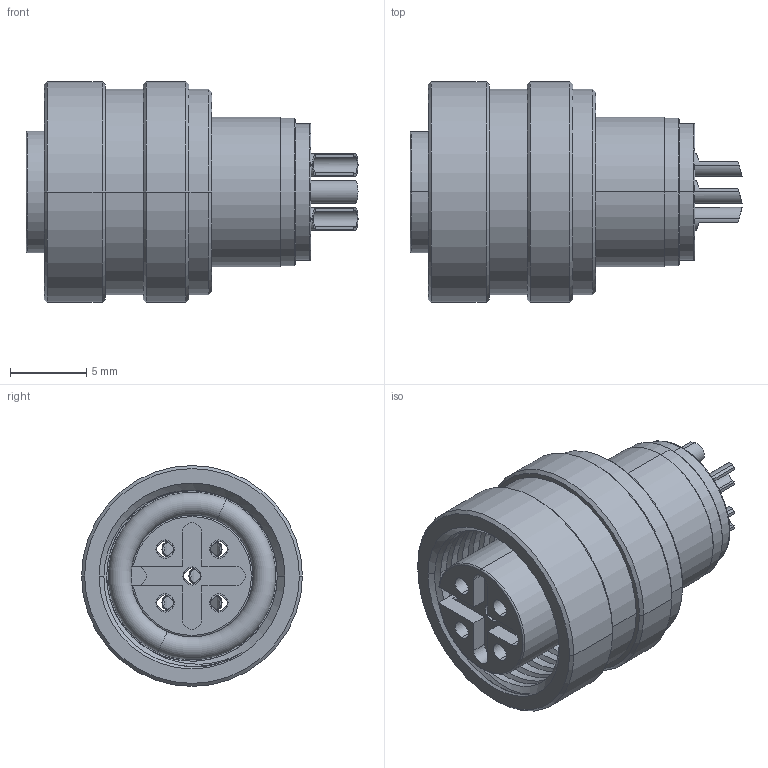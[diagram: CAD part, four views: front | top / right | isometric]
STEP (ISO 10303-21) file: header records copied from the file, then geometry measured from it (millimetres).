
FILE_DESCRIPTION (( 'STEP AP203' ), '1' );
FILE_NAME ('50-00981_revA.STEP', '2020-08-10T16:33:11', ( '' ), ( '' ), 'SwSTEP 2.0', 'SolidWorks 2015', '' );
FILE_SCHEMA (( 'CONFIG_CONTROL_DESIGN' ));
Length unit declared in the file: millimetre
Products named in the file (6): 50-00981-02_For STEP file; 50-00981-01___; 50-00981-03___; 50-00981-04___; 50-00981_revA; 50-00981-05___
Assembly tree (9 placements, depth 2):
  50-00981_revA
    50-00981-01___
    50-00981-02_For STEP file
    50-00981-03___  x5
    50-00981-04___
    50-00981-05___
Bounding box: 21.8 x 14.5 x 14.5 mm (x, y, z)
Volume: 1788.9 mm3; surface area: 3773.2 mm2
Topology: 9 solids, 9 shells, 553 faces, 1387 edges, 873 vertices
Faces by surface type: cylinder 195, plane 164, torus 99, cone 63, bspline 32
Entity records: 8419 total; most frequent: CARTESIAN_POINT 2726, DIRECTION 1067, ORIENTED_EDGE 1038, EDGE_CURVE 519, AXIS2_PLACEMENT_3D 434, VERTEX_POINT 329, EDGE_LOOP 244, CIRCLE 217
